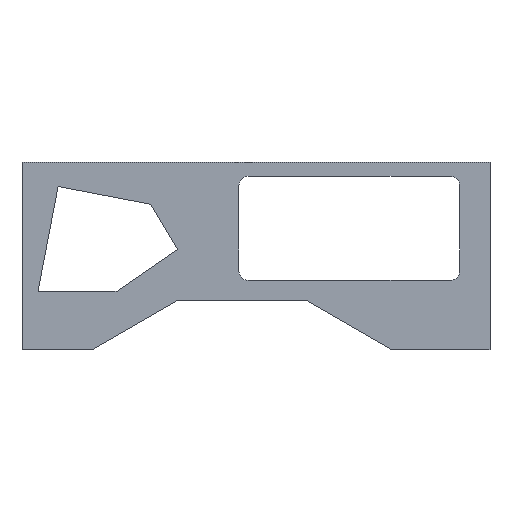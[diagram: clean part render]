
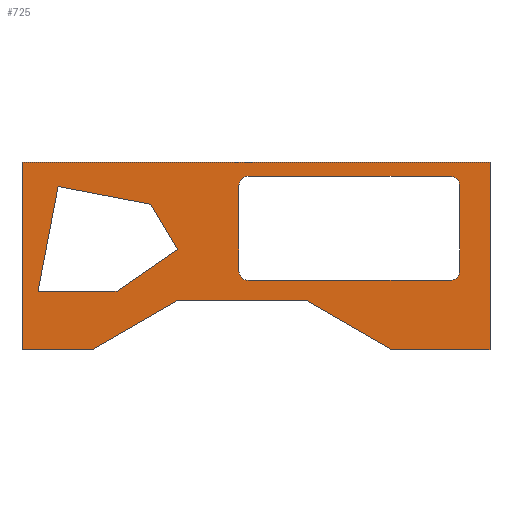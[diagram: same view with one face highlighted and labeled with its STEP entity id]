
A CAD part, top view. The second image highlights one B-rep face of the part: STEP entity #725.
In plain terms, the highlighted planar face has unit normal (0, 0, 1).
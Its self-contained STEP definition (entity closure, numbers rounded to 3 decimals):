
#185=CARTESIAN_POINT('POINT22',(49.032,221.225
   ,0.));
#186=VERTEX_POINT('VERTEX22',#185);
#194=CARTESIAN_POINT('POINT23',(174.49,
   197.202,0.));
#195=VERTEX_POINT('VERTEX23',#194);
#202=CARTESIAN_POINT('POS25',(49.032,221.225,
   0.));
#203=DIRECTION('DIR30',(0.982,-0.188,
   0.));
#204=VECTOR('VEC20',#203,1.);
#205=LINE('STRAIGHT20',#202,#204);
#206=EDGE_CURVE('EDGE24',#186,#195,#205,.T.);
#216=CARTESIAN_POINT('POINT24',(21.895,79.502,0.));
#217=VERTEX_POINT('VERTEX24',#216);
#226=CARTESIAN_POINT('POS28',(21.895,79.502,0.));
#227=DIRECTION('DIR34',(0.188,0.982,
   0.));
#228=VECTOR('VEC22',#227,1.);
#229=LINE('STRAIGHT22',#226,#228);
#230=EDGE_CURVE('EDGE26',#217,#186,#229,.T.);
#240=CARTESIAN_POINT('POINT25',(128.93,79.502,0.));
#241=VERTEX_POINT('VERTEX25',#240);
#250=CARTESIAN_POINT('POS31',(128.93,79.502,0.));
#251=DIRECTION('DIR38',(-1.,0.,0.));
#252=VECTOR('VEC24',#251,1.);
#253=LINE('STRAIGHT24',#250,#252);
#254=EDGE_CURVE('EDGE28',#241,#217,#253,.T.);
#264=CARTESIAN_POINT('POINT26',(211.301,
   135.934,0.));
#265=VERTEX_POINT('VERTEX26',#264);
#274=CARTESIAN_POINT('POS34',(211.301,
   135.934,0.));
#275=DIRECTION('DIR42',(-0.825,-0.565,
   0.));
#276=VECTOR('VEC26',#275,1.);
#277=LINE('STRAIGHT26',#274,#276);
#278=EDGE_CURVE('EDGE30',#265,#241,#277,.T.);
#291=CARTESIAN_POINT('POS36',(174.49,
   197.202,0.));
#292=DIRECTION('DIR45',(0.515,-0.857,
   0.));
#293=VECTOR('VEC27',#292,1.);
#294=LINE('STRAIGHT27',#291,#293);
#295=EDGE_CURVE('EDGE31',#195,#265,#294,.T.);
#305=CARTESIAN_POINT('POINT27',(307.111,235.179,0.));
#306=VERTEX_POINT('VERTEX27',#305);
#314=CARTESIAN_POINT('POINT28',(581.101,235.179,0.));
#315=VERTEX_POINT('VERTEX28',#314);
#322=CARTESIAN_POINT('POS40',(307.111,235.179,0.));
#323=DIRECTION('DIR50',(1.,0.,0.));
#324=VECTOR('VEC30',#323,1.);
#325=LINE('STRAIGHT30',#322,#324);
#326=EDGE_CURVE('EDGE34',#306,#315,#325,.T.);
#336=CARTESIAN_POINT('POINT29',(294.411,222.479,0.));
#337=VERTEX_POINT('VERTEX29',#336);
#346=CARTESIAN_POINT('POS43',(307.111,222.479,0.));
#347=DIRECTION('DIR54',(0.,0.,1.));
#348=DIRECTION('DIR55',(0.,1.,0.));
#349=AXIS2_PLACEMENT_3D('AXIS12',#346,#347,#348);
#350=CIRCLE('ELLIPSE5',#349,12.7);
#351=EDGE_CURVE('EDGE36',#306,#337,#350,.T.);
#361=CARTESIAN_POINT('POINT30',(294.411,106.477,0.));
#362=VERTEX_POINT('VERTEX30',#361);
#371=CARTESIAN_POINT('POS46',(294.411,106.477,0.));
#372=DIRECTION('DIR59',(0.,1.,0.));
#373=VECTOR('VEC33',#372,1.);
#374=LINE('STRAIGHT33',#371,#373);
#375=EDGE_CURVE('EDGE38',#362,#337,#374,.T.);
#385=CARTESIAN_POINT('POINT31',(307.111,93.777,0.));
#386=VERTEX_POINT('VERTEX31',#385);
#395=CARTESIAN_POINT('POS49',(307.111,106.477,0.));
#396=DIRECTION('DIR63',(0.,0.,1.));
#397=DIRECTION('DIR64',(-1.,0.,0.));
#398=AXIS2_PLACEMENT_3D('AXIS15',#395,#396,#397);
#399=CIRCLE('ELLIPSE6',#398,12.7);
#400=EDGE_CURVE('EDGE40',#362,#386,#399,.T.);
#410=CARTESIAN_POINT('POINT32',(581.101,93.777,0.));
#411=VERTEX_POINT('VERTEX32',#410);
#420=CARTESIAN_POINT('POS52',(581.101,93.777,0.));
#421=DIRECTION('DIR68',(-1.,0.,0.));
#422=VECTOR('VEC36',#421,1.);
#423=LINE('STRAIGHT36',#420,#422);
#424=EDGE_CURVE('EDGE42',#411,#386,#423,.T.);
#434=CARTESIAN_POINT('POINT33',(593.801,106.477,0.));
#435=VERTEX_POINT('VERTEX33',#434);
#444=CARTESIAN_POINT('POS55',(581.101,106.477,0.));
#445=DIRECTION('DIR72',(0.,0.,1.));
#446=DIRECTION('DIR73',(0.,-1.,0.));
#447=AXIS2_PLACEMENT_3D('AXIS18',#444,#445,#446);
#448=CIRCLE('ELLIPSE7',#447,12.7);
#449=EDGE_CURVE('EDGE44',#411,#435,#448,.T.);
#459=CARTESIAN_POINT('POINT34',(593.801,222.479,0.));
#460=VERTEX_POINT('VERTEX34',#459);
#469=CARTESIAN_POINT('POS58',(593.801,222.479,0.));
#470=DIRECTION('DIR77',(0.,-1.,0.));
#471=VECTOR('VEC39',#470,1.);
#472=LINE('STRAIGHT39',#469,#471);
#473=EDGE_CURVE('EDGE46',#460,#435,#472,.T.);
#486=CARTESIAN_POINT('POS60',(581.101,222.479,0.));
#487=DIRECTION('DIR80',(0.,0.,1.));
#488=DIRECTION('DIR81',(1.,0.,0.));
#489=AXIS2_PLACEMENT_3D('AXIS21',#486,#487,#488);
#490=CIRCLE('ELLIPSE8',#489,12.7);
#491=EDGE_CURVE('EDGE47',#460,#315,#490,.T.);
#501=CARTESIAN_POINT('POINT35',(95.25,0.,0.));
#502=VERTEX_POINT('VERTEX35',#501);
#510=CARTESIAN_POINT('POINT36',(209.55,65.991,
   0.));
#511=VERTEX_POINT('VERTEX36',#510);
#518=CARTESIAN_POINT('POS64',(95.25,0.,0.)
   );
#519=DIRECTION('DIR86',(0.866,0.5,0.));
#520=VECTOR('VEC42',#519,1.);
#521=LINE('STRAIGHT42',#518,#520);
#522=EDGE_CURVE('EDGE50',#502,#511,#521,.T.);
#532=CARTESIAN_POINT('POINT37',(0.,0.,0.));
#533=VERTEX_POINT('VERTEX37',#532);
#534=CARTESIAN_POINT('POS66',(0.,0.,0.));
#535=DIRECTION('DIR89',(1.,0.,0.));
#536=VECTOR('VEC43',#535,1.);
#537=LINE('STRAIGHT43',#534,#536);
#538=EDGE_CURVE('EDGE51',#533,#502,#537,.T.);
#556=CARTESIAN_POINT('POINT38',(0.,254.,0.));
#557=VERTEX_POINT('VERTEX38',#556);
#566=CARTESIAN_POINT('POS70',(0.,254.,0.));
#567=DIRECTION('DIR94',(0.,-1.,0.));
#568=VECTOR('VEC46',#567,1.);
#569=LINE('STRAIGHT46',#566,#568);
#570=EDGE_CURVE('EDGE54',#557,#533,#569,.T.);
#580=CARTESIAN_POINT('POINT39',(635.,254.,0.));
#581=VERTEX_POINT('VERTEX39',#580);
#590=CARTESIAN_POINT('POS73',(635.,254.,0.));
#591=DIRECTION('DIR98',(-1.,0.,0.));
#592=VECTOR('VEC48',#591,1.);
#593=LINE('STRAIGHT48',#590,#592);
#594=EDGE_CURVE('EDGE56',#581,#557,#593,.T.);
#604=CARTESIAN_POINT('POINT40',(635.,0.,0.));
#605=VERTEX_POINT('VERTEX40',#604);
#614=CARTESIAN_POINT('POS76',(635.,0.,0.));
#615=DIRECTION('DIR102',(0.,1.,0.));
#616=VECTOR('VEC50',#615,1.);
#617=LINE('STRAIGHT50',#614,#616);
#618=EDGE_CURVE('EDGE58',#605,#581,#617,.T.);
#630=CARTESIAN_POINT('POINT41',(501.65,0.,
   0.));
#631=VERTEX_POINT('VERTEX41',#630);
#632=CARTESIAN_POINT('POS78',(501.65,0.,0.));
#633=DIRECTION('DIR105',(1.,0.,0.));
#634=VECTOR('VEC51',#633,1.);
#635=LINE('STRAIGHT51',#632,#634);
#636=EDGE_CURVE('EDGE59',#631,#605,#635,.T.);
#652=CARTESIAN_POINT('POINT42',(387.35,65.991,
   0.));
#653=VERTEX_POINT('VERTEX42',#652);
#662=CARTESIAN_POINT('POS82',(387.35,65.991,0.
   ));
#663=DIRECTION('DIR110',(0.866,-0.5,0.));
#664=VECTOR('VEC54',#663,1.);
#665=LINE('STRAIGHT54',#662,#664);
#666=EDGE_CURVE('EDGE62',#653,#631,#665,.T.);
#679=CARTESIAN_POINT('POS84',(209.55,65.991,0.
   ));
#680=DIRECTION('DIR113',(1.,0.,0.));
#681=VECTOR('VEC55',#680,1.);
#682=LINE('STRAIGHT55',#679,#681);
#683=EDGE_CURVE('EDGE63',#511,#653,#682,.T.);
#693=ORIENTED_EDGE('COEDGE106',*,*,#683,.T.);
#694=ORIENTED_EDGE('COEDGE107',*,*,#666,.T.);
#695=ORIENTED_EDGE('COEDGE108',*,*,#636,.T.);
#696=ORIENTED_EDGE('COEDGE109',*,*,#618,.T.);
#697=ORIENTED_EDGE('COEDGE110',*,*,#594,.T.);
#698=ORIENTED_EDGE('COEDGE111',*,*,#570,.T.);
#699=ORIENTED_EDGE('COEDGE112',*,*,#538,.T.);
#700=ORIENTED_EDGE('COEDGE113',*,*,#522,.T.);
#701=EDGE_LOOP('NONE',(#693,#694,#695,#696,#697,#698,#699,#700));
#702=FACE_BOUND('LOOP1',#701,.T.);
#703=ORIENTED_EDGE('COEDGE114',*,*,#491,.F.);
#704=ORIENTED_EDGE('COEDGE115',*,*,#473,.T.);
#705=ORIENTED_EDGE('COEDGE116',*,*,#449,.F.);
#706=ORIENTED_EDGE('COEDGE117',*,*,#424,.T.);
#707=ORIENTED_EDGE('COEDGE118',*,*,#400,.F.);
#708=ORIENTED_EDGE('COEDGE119',*,*,#375,.T.);
#709=ORIENTED_EDGE('COEDGE120',*,*,#351,.F.);
#710=ORIENTED_EDGE('COEDGE121',*,*,#326,.T.);
#711=EDGE_LOOP('NONE',(#703,#704,#705,#706,#707,#708,#709,#710));
#712=FACE_BOUND('LOOP1',#711,.T.);
#713=ORIENTED_EDGE('COEDGE122',*,*,#295,.T.);
#714=ORIENTED_EDGE('COEDGE123',*,*,#278,.T.);
#715=ORIENTED_EDGE('COEDGE124',*,*,#254,.T.);
#716=ORIENTED_EDGE('COEDGE125',*,*,#230,.T.);
#717=ORIENTED_EDGE('COEDGE126',*,*,#206,.T.);
#718=EDGE_LOOP('NONE',(#713,#714,#715,#716,#717));
#719=FACE_BOUND('LOOP1',#718,.T.);
#720=CARTESIAN_POINT('POS86',(0.,0.,0.));
#721=DIRECTION('DIR116',(0.,0.,1.));
#722=DIRECTION('DIR117',(1.,0.,0.));
#723=AXIS2_PLACEMENT_3D('AXIS31',#720,#721,#722);
#724=PLANE('PLANE19',#723);
#725=ADVANCED_FACE('FACE23',(#702,#712,#719),#724,.T.);
